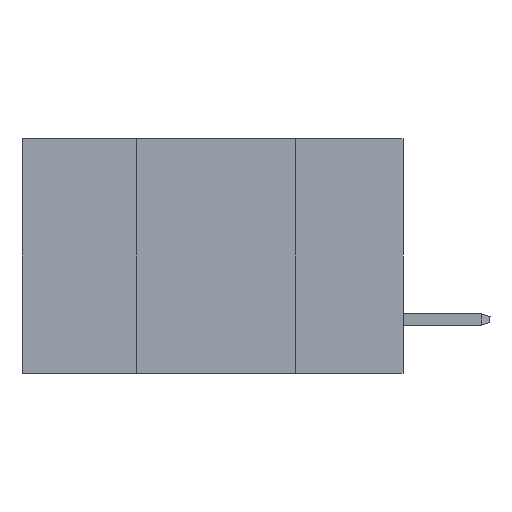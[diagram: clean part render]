
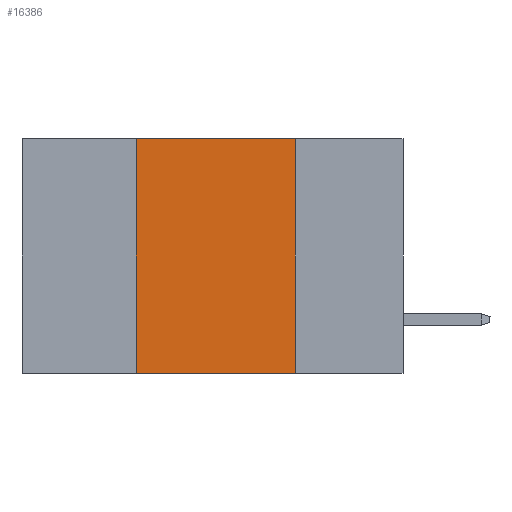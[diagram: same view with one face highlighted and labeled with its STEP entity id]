
A CAD part, left-side view. The second image highlights one B-rep face of the part: STEP entity #16386.
In plain terms, the highlighted planar face has unit normal (-1, 0, 0).
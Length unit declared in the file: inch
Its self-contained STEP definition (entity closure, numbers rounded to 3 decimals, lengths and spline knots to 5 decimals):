
#576 = DIRECTION ( 'NONE',  ( 0., -1., 0. ) ) ;
#942 = VECTOR ( 'NONE', #12204, 39.37008 ) ;
#1179 = EDGE_CURVE ( 'NONE', #6286, #4773, #31845, .T. ) ;
#1263 = CARTESIAN_POINT ( 'NONE',  ( 0., 0.42, -0.37 ) ) ;
#2720 = VERTEX_POINT ( 'NONE', #20727 ) ;
#3826 = DIRECTION ( 'NONE',  ( 0., -1., 0. ) ) ;
#4773 = VERTEX_POINT ( 'NONE', #20187 ) ;
#5991 = CARTESIAN_POINT ( 'NONE',  ( 0., 0.6, 0. ) ) ;
#6286 = VERTEX_POINT ( 'NONE', #1263 ) ;
#7561 = ORIENTED_EDGE ( 'NONE', *, *, #29485, .T. ) ;
#8186 = PLANE ( 'NONE',  #25198 ) ;
#10664 = EDGE_CURVE ( 'NONE', #12700, #2720, #26215, .T. ) ;
#11419 = DIRECTION ( 'NONE',  ( 0., 0., -1. ) ) ;
#12204 = DIRECTION ( 'NONE',  ( 0., 0., 1. ) ) ;
#12566 = CARTESIAN_POINT ( 'NONE',  ( 0., 0.42, 0. ) ) ;
#12700 = VERTEX_POINT ( 'NONE', #24196 ) ;
#13232 = FACE_OUTER_BOUND ( 'NONE', #13360, .T. ) ;
#13360 = EDGE_LOOP ( 'NONE', ( #34089, #19552, #34877, #7561 ) ) ;
#16386 = ADVANCED_FACE ( 'NONE', ( #13232 ), #8186, .F. ) ;
#17286 = LINE ( 'NONE', #5991, #21156 ) ;
#17930 = CARTESIAN_POINT ( 'NONE',  ( 0., 0.17, 0. ) ) ;
#18133 = LINE ( 'NONE', #34742, #20604 ) ;
#19124 = CARTESIAN_POINT ( 'NONE',  ( 0., 0.6, 0. ) ) ;
#19552 = ORIENTED_EDGE ( 'NONE', *, *, #29090, .F. ) ;
#20187 = CARTESIAN_POINT ( 'NONE',  ( 0., 0.42, 0. ) ) ;
#20604 = VECTOR ( 'NONE', #3826, 39.37008 ) ;
#20727 = CARTESIAN_POINT ( 'NONE',  ( 0., 0.17, -0.37 ) ) ;
#21156 = VECTOR ( 'NONE', #576, 39.37008 ) ;
#24196 = CARTESIAN_POINT ( 'NONE',  ( 0., 0.17, 0. ) ) ;
#25198 = AXIS2_PLACEMENT_3D ( 'NONE', #19124, #30121, #11419 ) ;
#26215 = LINE ( 'NONE', #17930, #32512 ) ;
#29090 = EDGE_CURVE ( 'NONE', #4773, #12700, #17286, .T. ) ;
#29485 = EDGE_CURVE ( 'NONE', #6286, #2720, #18133, .T. ) ;
#30121 = DIRECTION ( 'NONE',  ( 1., 0., 0. ) ) ;
#31668 = DIRECTION ( 'NONE',  ( 0., 0., -1. ) ) ;
#31845 = LINE ( 'NONE', #12566, #942 ) ;
#32512 = VECTOR ( 'NONE', #31668, 39.37008 ) ;
#34089 = ORIENTED_EDGE ( 'NONE', *, *, #10664, .F. ) ;
#34742 = CARTESIAN_POINT ( 'NONE',  ( 0., 0.6, -0.37 ) ) ;
#34877 = ORIENTED_EDGE ( 'NONE', *, *, #1179, .F. ) ;
